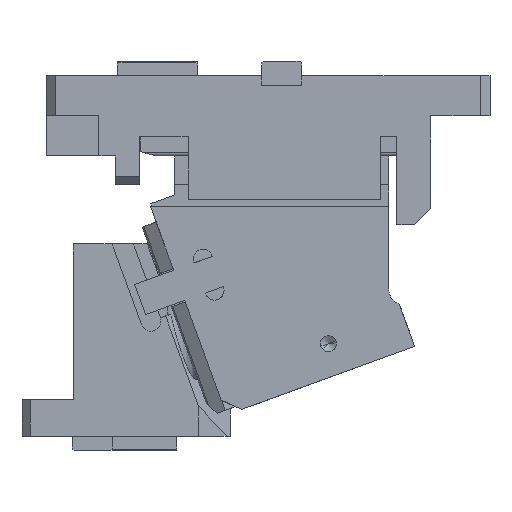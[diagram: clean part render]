
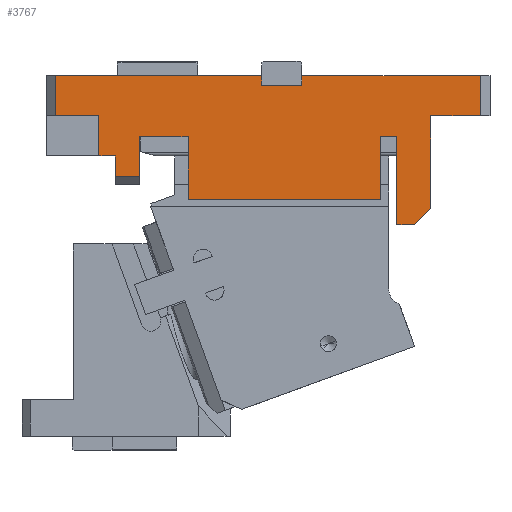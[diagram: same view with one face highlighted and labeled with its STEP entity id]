
A CAD part, front view. The second image highlights one B-rep face of the part: STEP entity #3767.
In plain terms, the highlighted planar face has unit normal (0, -1, 0).
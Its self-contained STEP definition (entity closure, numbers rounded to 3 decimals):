
#400=CARTESIAN_POINT('Vertex',(-224.,-42.5,168.88)) ;
#403=CARTESIAN_POINT('Line Origine',(-159.75,-42.5,168.88)) ;
#407=CARTESIAN_POINT('Vertex',(-95.5,-42.5,168.88)) ;
#1129=CARTESIAN_POINT('Vertex',(-70.5,-42.5,162.88)) ;
#1132=CARTESIAN_POINT('Line Origine',(-70.5,-42.5,165.88)) ;
#1136=CARTESIAN_POINT('Vertex',(-70.5,-42.5,168.88)) ;
#1160=CARTESIAN_POINT('Vertex',(-171.686,-42.5,105.794)) ;
#1165=CARTESIAN_POINT('Line Origine',(-179.186,-42.5,105.794)) ;
#1169=CARTESIAN_POINT('Vertex',(-186.686,-42.5,105.794)) ;
#1616=CARTESIAN_POINT('Vertex',(-224.,-42.5,143.88)) ;
#1619=CARTESIAN_POINT('Line Origine',(-224.,-42.5,156.38)) ;
#1640=CARTESIAN_POINT('Vertex',(-197.,-42.5,143.88)) ;
#1645=CARTESIAN_POINT('Line Origine',(-210.5,-42.5,143.88)) ;
#1692=CARTESIAN_POINT('Vertex',(-197.,-42.5,118.794)) ;
#1695=CARTESIAN_POINT('Line Origine',(-197.,-42.5,131.337)) ;
#1759=CARTESIAN_POINT('Vertex',(-186.686,-42.5,118.794)) ;
#1762=CARTESIAN_POINT('Line Origine',(-191.843,-42.5,118.794)) ;
#1787=CARTESIAN_POINT('Line Origine',(-186.686,-42.5,112.294)) ;
#2273=CARTESIAN_POINT('Line Origine',(-81.376,-42.5,91.794)) ;
#2277=CARTESIAN_POINT('Vertex',(-21.376,-42.5,91.794)) ;
#2279=CARTESIAN_POINT('Vertex',(-141.376,-42.5,91.794)) ;
#2444=CARTESIAN_POINT('Line Origine',(-141.376,-42.5,111.294)) ;
#2448=CARTESIAN_POINT('Vertex',(-141.376,-42.5,130.794)) ;
#2673=CARTESIAN_POINT('Line Origine',(-21.376,-42.5,111.294)) ;
#2677=CARTESIAN_POINT('Vertex',(-21.376,-42.5,130.794)) ;
#3140=CARTESIAN_POINT('Vertex',(10.,-42.5,143.88)) ;
#3168=CARTESIAN_POINT('Vertex',(41.,-42.5,143.88)) ;
#3171=CARTESIAN_POINT('Line Origine',(25.5,-42.5,143.88)) ;
#3206=CARTESIAN_POINT('Line Origine',(10.,-42.5,114.88)) ;
#3210=CARTESIAN_POINT('Vertex',(10.,-42.5,85.88)) ;
#3244=CARTESIAN_POINT('Line Origine',(5.,-42.5,80.88)) ;
#3248=CARTESIAN_POINT('Vertex',(0.,-42.5,75.88)) ;
#3275=CARTESIAN_POINT('Line Origine',(-5.593,-42.5,75.88)) ;
#3279=CARTESIAN_POINT('Vertex',(-11.186,-42.5,75.88)) ;
#3604=CARTESIAN_POINT('Line Origine',(-11.186,-42.5,103.337)) ;
#3608=CARTESIAN_POINT('Vertex',(-11.186,-42.5,130.794)) ;
#3641=CARTESIAN_POINT('Vertex',(-171.686,-42.5,130.794)) ;
#3656=CARTESIAN_POINT('Line Origine',(-16.281,-42.5,130.794)) ;
#3661=CARTESIAN_POINT('Line Origine',(-156.531,-42.5,130.794)) ;
#3694=CARTESIAN_POINT('Line Origine',(-171.686,-42.5,118.294)) ;
#3713=CARTESIAN_POINT('Axis2P3D Location',(19.24,-42.5,35.4)) ;
#3718=CARTESIAN_POINT('Line Origine',(41.,-42.5,156.38)) ;
#3722=CARTESIAN_POINT('Vertex',(41.,-42.5,168.88)) ;
#3725=CARTESIAN_POINT('Line Origine',(-14.75,-42.5,168.88)) ;
#3730=CARTESIAN_POINT('Line Origine',(-83.,-42.5,162.88)) ;
#3734=CARTESIAN_POINT('Vertex',(-95.5,-42.5,162.88)) ;
#3737=CARTESIAN_POINT('Line Origine',(-95.5,-42.5,165.88)) ;
#404=DIRECTION('Vector Direction',(-1.,0.,0.)) ;
#1133=DIRECTION('Vector Direction',(0.,0.,1.)) ;
#1166=DIRECTION('Vector Direction',(1.,0.,0.)) ;
#1620=DIRECTION('Vector Direction',(0.,0.,-1.)) ;
#1646=DIRECTION('Vector Direction',(1.,0.,0.)) ;
#1696=DIRECTION('Vector Direction',(0.,0.,-1.)) ;
#1763=DIRECTION('Vector Direction',(1.,0.,0.)) ;
#1788=DIRECTION('Vector Direction',(0.,0.,-1.)) ;
#2274=DIRECTION('Vector Direction',(-1.,0.,0.)) ;
#2445=DIRECTION('Vector Direction',(0.,0.,1.)) ;
#2674=DIRECTION('Vector Direction',(0.,0.,-1.)) ;
#3172=DIRECTION('Vector Direction',(1.,0.,0.)) ;
#3207=DIRECTION('Vector Direction',(0.,0.,-1.)) ;
#3245=DIRECTION('Vector Direction',(0.707,0.,0.707)) ;
#3276=DIRECTION('Vector Direction',(1.,0.,0.)) ;
#3605=DIRECTION('Vector Direction',(0.,0.,1.)) ;
#3657=DIRECTION('Vector Direction',(1.,0.,0.)) ;
#3662=DIRECTION('Vector Direction',(1.,0.,0.)) ;
#3695=DIRECTION('Vector Direction',(0.,0.,-1.)) ;
#3714=DIRECTION('Axis2P3D Direction',(0.,1.,0.)) ;
#3715=DIRECTION('Axis2P3D XDirection',(0.,0.,1.)) ;
#3719=DIRECTION('Vector Direction',(0.,0.,1.)) ;
#3726=DIRECTION('Vector Direction',(-1.,0.,0.)) ;
#3731=DIRECTION('Vector Direction',(-1.,0.,0.)) ;
#3738=DIRECTION('Vector Direction',(0.,0.,1.)) ;
#3716=AXIS2_PLACEMENT_3D('Plane Axis2P3D',#3713,#3714,#3715) ;
#3743=ORIENTED_EDGE('',*,*,#3698,.F.) ;
#3744=ORIENTED_EDGE('',*,*,#3665,.T.) ;
#3745=ORIENTED_EDGE('',*,*,#2450,.F.) ;
#3746=ORIENTED_EDGE('',*,*,#2281,.F.) ;
#3747=ORIENTED_EDGE('',*,*,#2679,.F.) ;
#3748=ORIENTED_EDGE('',*,*,#3660,.T.) ;
#3749=ORIENTED_EDGE('',*,*,#3610,.F.) ;
#3750=ORIENTED_EDGE('',*,*,#3281,.T.) ;
#3751=ORIENTED_EDGE('',*,*,#3250,.T.) ;
#3752=ORIENTED_EDGE('',*,*,#3212,.F.) ;
#3753=ORIENTED_EDGE('',*,*,#3175,.T.) ;
#3754=ORIENTED_EDGE('',*,*,#3724,.T.) ;
#3755=ORIENTED_EDGE('',*,*,#3729,.T.) ;
#3756=ORIENTED_EDGE('',*,*,#1138,.F.) ;
#3757=ORIENTED_EDGE('',*,*,#3736,.T.) ;
#3758=ORIENTED_EDGE('',*,*,#3741,.T.) ;
#3759=ORIENTED_EDGE('',*,*,#409,.T.) ;
#3760=ORIENTED_EDGE('',*,*,#1623,.T.) ;
#3761=ORIENTED_EDGE('',*,*,#1649,.T.) ;
#3762=ORIENTED_EDGE('',*,*,#1699,.T.) ;
#3763=ORIENTED_EDGE('',*,*,#1766,.T.) ;
#3764=ORIENTED_EDGE('',*,*,#1791,.T.) ;
#3765=ORIENTED_EDGE('',*,*,#1171,.T.) ;
#405=VECTOR('Line Direction',#404,1.) ;
#1134=VECTOR('Line Direction',#1133,1.) ;
#1167=VECTOR('Line Direction',#1166,1.) ;
#1621=VECTOR('Line Direction',#1620,1.) ;
#1647=VECTOR('Line Direction',#1646,1.) ;
#1697=VECTOR('Line Direction',#1696,1.) ;
#1764=VECTOR('Line Direction',#1763,1.) ;
#1789=VECTOR('Line Direction',#1788,1.) ;
#2275=VECTOR('Line Direction',#2274,1.) ;
#2446=VECTOR('Line Direction',#2445,1.) ;
#2675=VECTOR('Line Direction',#2674,1.) ;
#3173=VECTOR('Line Direction',#3172,1.) ;
#3208=VECTOR('Line Direction',#3207,1.) ;
#3246=VECTOR('Line Direction',#3245,1.) ;
#3277=VECTOR('Line Direction',#3276,1.) ;
#3606=VECTOR('Line Direction',#3605,1.) ;
#3658=VECTOR('Line Direction',#3657,1.) ;
#3663=VECTOR('Line Direction',#3662,1.) ;
#3696=VECTOR('Line Direction',#3695,1.) ;
#3720=VECTOR('Line Direction',#3719,1.) ;
#3727=VECTOR('Line Direction',#3726,1.) ;
#3732=VECTOR('Line Direction',#3731,1.) ;
#3739=VECTOR('Line Direction',#3738,1.) ;
#3767=ADVANCED_FACE('CAM HOLDER',(#3766),#3717,.F.) ;
#409=EDGE_CURVE('',#408,#401,#406,.T.) ;
#1138=EDGE_CURVE('',#1130,#1137,#1135,.T.) ;
#1171=EDGE_CURVE('',#1170,#1161,#1168,.T.) ;
#1623=EDGE_CURVE('',#401,#1617,#1622,.T.) ;
#1649=EDGE_CURVE('',#1617,#1641,#1648,.T.) ;
#1699=EDGE_CURVE('',#1641,#1693,#1698,.T.) ;
#1766=EDGE_CURVE('',#1693,#1760,#1765,.T.) ;
#1791=EDGE_CURVE('',#1760,#1170,#1790,.T.) ;
#2281=EDGE_CURVE('',#2278,#2280,#2276,.T.) ;
#2450=EDGE_CURVE('',#2280,#2449,#2447,.T.) ;
#2679=EDGE_CURVE('',#2678,#2278,#2676,.T.) ;
#3175=EDGE_CURVE('',#3141,#3169,#3174,.T.) ;
#3212=EDGE_CURVE('',#3141,#3211,#3209,.T.) ;
#3250=EDGE_CURVE('',#3249,#3211,#3247,.T.) ;
#3281=EDGE_CURVE('',#3280,#3249,#3278,.T.) ;
#3610=EDGE_CURVE('',#3280,#3609,#3607,.T.) ;
#3660=EDGE_CURVE('',#2678,#3609,#3659,.T.) ;
#3665=EDGE_CURVE('',#3642,#2449,#3664,.T.) ;
#3698=EDGE_CURVE('',#3642,#1161,#3697,.T.) ;
#3724=EDGE_CURVE('',#3169,#3723,#3721,.T.) ;
#3729=EDGE_CURVE('',#3723,#1137,#3728,.T.) ;
#3736=EDGE_CURVE('',#1130,#3735,#3733,.T.) ;
#3741=EDGE_CURVE('',#3735,#408,#3740,.T.) ;
#3742=EDGE_LOOP('',(#3743,#3744,#3745,#3746,#3747,#3748,#3749,#3750,#3751,#3752,#3753,#3754,#3755,#3756,#3757,#3758,#3759,#3760,#3761,#3762,#3763,#3764,#3765)) ;
#3766=FACE_OUTER_BOUND('',#3742,.T.) ;
#406=LINE('Line',#403,#405) ;
#1135=LINE('Line',#1132,#1134) ;
#1168=LINE('Line',#1165,#1167) ;
#1622=LINE('Line',#1619,#1621) ;
#1648=LINE('Line',#1645,#1647) ;
#1698=LINE('Line',#1695,#1697) ;
#1765=LINE('Line',#1762,#1764) ;
#1790=LINE('Line',#1787,#1789) ;
#2276=LINE('Line',#2273,#2275) ;
#2447=LINE('Line',#2444,#2446) ;
#2676=LINE('Line',#2673,#2675) ;
#3174=LINE('Line',#3171,#3173) ;
#3209=LINE('Line',#3206,#3208) ;
#3247=LINE('Line',#3244,#3246) ;
#3278=LINE('Line',#3275,#3277) ;
#3607=LINE('Line',#3604,#3606) ;
#3659=LINE('Line',#3656,#3658) ;
#3664=LINE('Line',#3661,#3663) ;
#3697=LINE('Line',#3694,#3696) ;
#3721=LINE('Line',#3718,#3720) ;
#3728=LINE('Line',#3725,#3727) ;
#3733=LINE('Line',#3730,#3732) ;
#3740=LINE('Line',#3737,#3739) ;
#3717=PLANE('Plane',#3716) ;
#401=VERTEX_POINT('',#400) ;
#408=VERTEX_POINT('',#407) ;
#1130=VERTEX_POINT('',#1129) ;
#1137=VERTEX_POINT('',#1136) ;
#1161=VERTEX_POINT('',#1160) ;
#1170=VERTEX_POINT('',#1169) ;
#1617=VERTEX_POINT('',#1616) ;
#1641=VERTEX_POINT('',#1640) ;
#1693=VERTEX_POINT('',#1692) ;
#1760=VERTEX_POINT('',#1759) ;
#2278=VERTEX_POINT('',#2277) ;
#2280=VERTEX_POINT('',#2279) ;
#2449=VERTEX_POINT('',#2448) ;
#2678=VERTEX_POINT('',#2677) ;
#3141=VERTEX_POINT('',#3140) ;
#3169=VERTEX_POINT('',#3168) ;
#3211=VERTEX_POINT('',#3210) ;
#3249=VERTEX_POINT('',#3248) ;
#3280=VERTEX_POINT('',#3279) ;
#3609=VERTEX_POINT('',#3608) ;
#3642=VERTEX_POINT('',#3641) ;
#3723=VERTEX_POINT('',#3722) ;
#3735=VERTEX_POINT('',#3734) ;
